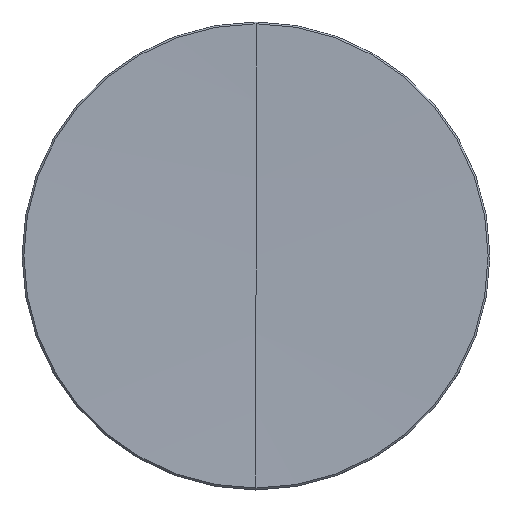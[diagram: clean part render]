
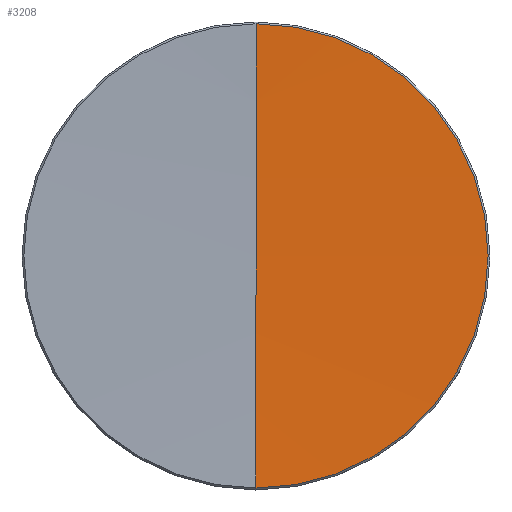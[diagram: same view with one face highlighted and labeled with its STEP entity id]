
A CAD part, top view. The second image highlights one B-rep face of the part: STEP entity #3208.
In plain terms, the highlighted spherical face has radius 1000 mm.
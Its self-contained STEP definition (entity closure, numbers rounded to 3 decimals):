
#278 = CARTESIAN_POINT ( 'NONE',  ( 10.712, 30.43, 1045.348 ) ) ;
#357 = DIRECTION ( 'NONE',  ( 1., 0., 0. ) ) ;
#403 = AXIS2_PLACEMENT_3D ( 'NONE', #1442, #2085, #1472 ) ;
#852 = CARTESIAN_POINT ( 'NONE',  ( 35.917, 30.43, 45.665 ) ) ;
#983 = DIRECTION ( 'NONE',  ( -1., 0., 0. ) ) ;
#993 = VERTEX_POINT ( 'NONE', #1853 ) ;
#1010 = EDGE_CURVE ( 'NONE', #2850, #2292, #2251, .T. ) ;
#1012 = ORIENTED_EDGE ( 'NONE', *, *, #3707, .T. ) ;
#1044 = CARTESIAN_POINT ( 'NONE',  ( 10.712, 30.43, 45.665 ) ) ;
#1365 = DIRECTION ( 'NONE',  ( 0., 0., -1. ) ) ;
#1430 = AXIS2_PLACEMENT_3D ( 'NONE', #3750, #1435, #1724 ) ;
#1435 = DIRECTION ( 'NONE',  ( -1., 0., 0. ) ) ;
#1442 = CARTESIAN_POINT ( 'NONE',  ( 10.712, 30.43, 45.665 ) ) ;
#1472 = DIRECTION ( 'NONE',  ( 1., 0., 0. ) ) ;
#1577 = CIRCLE ( 'NONE', #2513, 25.205 ) ;
#1687 = DIRECTION ( 'NONE',  ( 0., 0., 1. ) ) ;
#1724 = DIRECTION ( 'NONE',  ( 0., 1., 0. ) ) ;
#1853 = CARTESIAN_POINT ( 'NONE',  ( 10.712, 5.225, 45.665 ) ) ;
#1989 = SPHERICAL_SURFACE ( 'NONE', #1430, 1000. ) ;
#2085 = DIRECTION ( 'NONE',  ( 0., 0., 1. ) ) ;
#2156 = EDGE_CURVE ( 'NONE', #2850, #993, #2998, .T. ) ;
#2251 = CIRCLE ( 'NONE', #3970, 1000. ) ;
#2292 = VERTEX_POINT ( 'NONE', #4138 ) ;
#2513 = AXIS2_PLACEMENT_3D ( 'NONE', #1044, #1687, #357 ) ;
#2533 = ORIENTED_EDGE ( 'NONE', *, *, #2551, .T. ) ;
#2551 = EDGE_CURVE ( 'NONE', #993, #4293, #1577, .T. ) ;
#2690 = CARTESIAN_POINT ( 'NONE',  ( 10.712, 30.43, 1045.348 ) ) ;
#2850 = VERTEX_POINT ( 'NONE', #4288 ) ;
#2880 = ORIENTED_EDGE ( 'NONE', *, *, #2156, .T. ) ;
#2939 = ORIENTED_EDGE ( 'NONE', *, *, #1010, .F. ) ;
#2998 = CIRCLE ( 'NONE', #4085, 1000. ) ;
#3208 = ADVANCED_FACE ( 'NONE', ( #4004 ), #1989, .F. ) ;
#3253 = CIRCLE ( 'NONE', #403, 25.205 ) ;
#3340 = DIRECTION ( 'NONE',  ( 0., -1., 0. ) ) ;
#3379 = DIRECTION ( 'NONE',  ( 1., 0., 0. ) ) ;
#3653 = EDGE_LOOP ( 'NONE', ( #2939, #2880, #2533, #1012 ) ) ;
#3707 = EDGE_CURVE ( 'NONE', #4293, #2292, #3253, .T. ) ;
#3750 = CARTESIAN_POINT ( 'NONE',  ( 10.712, 30.43, 1045.348 ) ) ;
#3970 = AXIS2_PLACEMENT_3D ( 'NONE', #2690, #3379, #1365 ) ;
#4004 = FACE_OUTER_BOUND ( 'NONE', #3653, .T. ) ;
#4085 = AXIS2_PLACEMENT_3D ( 'NONE', #278, #983, #3340 ) ;
#4138 = CARTESIAN_POINT ( 'NONE',  ( 10.712, 55.635, 45.665 ) ) ;
#4288 = CARTESIAN_POINT ( 'NONE',  ( 10.712, 30.43, 45.348 ) ) ;
#4293 = VERTEX_POINT ( 'NONE', #852 ) ;
